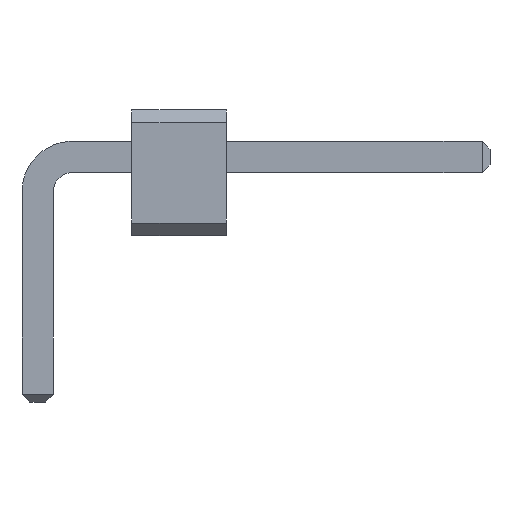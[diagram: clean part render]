
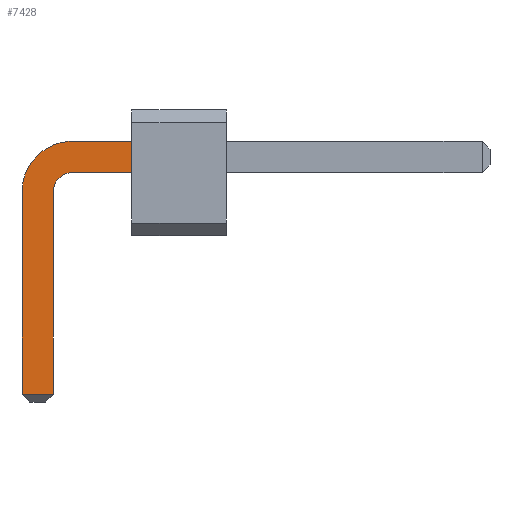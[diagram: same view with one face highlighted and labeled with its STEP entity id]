
A CAD part, front view. The second image highlights one B-rep face of the part: STEP entity #7428.
In plain terms, the highlighted planar face has unit normal (0, -1, 0).
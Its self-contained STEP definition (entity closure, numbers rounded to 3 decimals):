
#2730 = VERTEX_POINT('',#2731);
#2731 = CARTESIAN_POINT('',(1.5,-38.25,1.25));
#2737 = EDGE_CURVE('',#2730,#2738,#2740,.T.);
#2738 = VERTEX_POINT('',#2739);
#2739 = CARTESIAN_POINT('',(1.5,-38.25,0.75));
#2740 = LINE('',#2741,#2742);
#2741 = CARTESIAN_POINT('',(1.5,-38.25,0.499));
#2742 = VECTOR('',#2743,1.);
#2743 = DIRECTION('',(0.,0.,-1.));
#7410 = EDGE_CURVE('',#2738,#7411,#7413,.T.);
#7411 = VERTEX_POINT('',#7412);
#7412 = CARTESIAN_POINT('',(0.5,-38.25,0.75));
#7413 = LINE('',#7414,#7415);
#7414 = CARTESIAN_POINT('',(7.2,-38.25,0.75));
#7415 = VECTOR('',#7416,1.);
#7416 = DIRECTION('',(-1.,0.,0.));
#7428 = ADVANCED_FACE('',(#7429),#7481,.F.);
#7429 = FACE_BOUND('',#7430,.F.);
#7430 = EDGE_LOOP('',(#7431,#7432,#7433,#7442,#7450,#7458,#7466,#7475));
#7431 = ORIENTED_EDGE('',*,*,#2737,.T.);
#7432 = ORIENTED_EDGE('',*,*,#7410,.T.);
#7433 = ORIENTED_EDGE('',*,*,#7434,.T.);
#7434 = EDGE_CURVE('',#7411,#7435,#7437,.T.);
#7435 = VERTEX_POINT('',#7436);
#7436 = CARTESIAN_POINT('',(0.25,-38.25,0.5));
#7437 = CIRCLE('',#7438,0.324);
#7438 = AXIS2_PLACEMENT_3D('',#7439,#7440,#7441);
#7439 = CARTESIAN_POINT('',(0.567,-38.25,0.433));
#7440 = DIRECTION('',(0.,-1.,0.));
#7441 = DIRECTION('',(-0.207,0.,0.978)
);
#7442 = ORIENTED_EDGE('',*,*,#7443,.T.);
#7443 = EDGE_CURVE('',#7435,#7444,#7446,.T.);
#7444 = VERTEX_POINT('',#7445);
#7445 = CARTESIAN_POINT('',(0.25,-38.25,-2.775));
#7446 = LINE('',#7447,#7448);
#7447 = CARTESIAN_POINT('',(0.25,-38.25,0.5));
#7448 = VECTOR('',#7449,1.);
#7449 = DIRECTION('',(0.,0.,-1.));
#7450 = ORIENTED_EDGE('',*,*,#7451,.T.);
#7451 = EDGE_CURVE('',#7444,#7452,#7454,.T.);
#7452 = VERTEX_POINT('',#7453);
#7453 = CARTESIAN_POINT('',(-0.25,-38.25,-2.775));
#7454 = LINE('',#7455,#7456);
#7455 = CARTESIAN_POINT('',(0.25,-38.25,-2.775));
#7456 = VECTOR('',#7457,1.);
#7457 = DIRECTION('',(-1.,0.,0.));
#7458 = ORIENTED_EDGE('',*,*,#7459,.T.);
#7459 = EDGE_CURVE('',#7452,#7460,#7462,.T.);
#7460 = VERTEX_POINT('',#7461);
#7461 = CARTESIAN_POINT('',(-0.25,-38.25,0.5));
#7462 = LINE('',#7463,#7464);
#7463 = CARTESIAN_POINT('',(-0.25,-38.25,-2.9));
#7464 = VECTOR('',#7465,1.);
#7465 = DIRECTION('',(0.,0.,1.));
#7466 = ORIENTED_EDGE('',*,*,#7467,.T.);
#7467 = EDGE_CURVE('',#7460,#7468,#7470,.T.);
#7468 = VERTEX_POINT('',#7469);
#7469 = CARTESIAN_POINT('',(0.5,-38.25,1.25));
#7470 = CIRCLE('',#7471,0.808);
#7471 = AXIS2_PLACEMENT_3D('',#7472,#7473,#7474);
#7472 = CARTESIAN_POINT('',(0.556,-38.25,0.444));
#7473 = DIRECTION('',(0.,1.,0.));
#7474 = DIRECTION('',(-0.998,0.,
0.069));
#7475 = ORIENTED_EDGE('',*,*,#7476,.T.);
#7476 = EDGE_CURVE('',#7468,#2730,#7477,.T.);
#7477 = LINE('',#7478,#7479);
#7478 = CARTESIAN_POINT('',(0.5,-38.25,1.25));
#7479 = VECTOR('',#7480,1.);
#7480 = DIRECTION('',(1.,0.,0.));
#7481 = PLANE('',#7482);
#7482 = AXIS2_PLACEMENT_3D('',#7483,#7484,#7485);
#7483 = CARTESIAN_POINT('',(2.437,-38.25,0.248));
#7484 = DIRECTION('',(0.,1.,-0.));
#7485 = DIRECTION('',(0.,0.,-1.));
